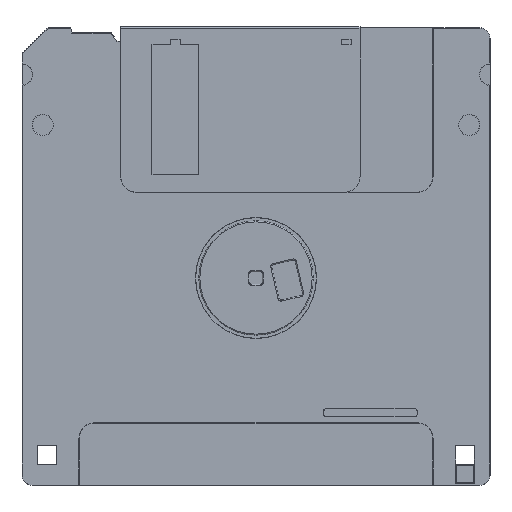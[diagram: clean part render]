
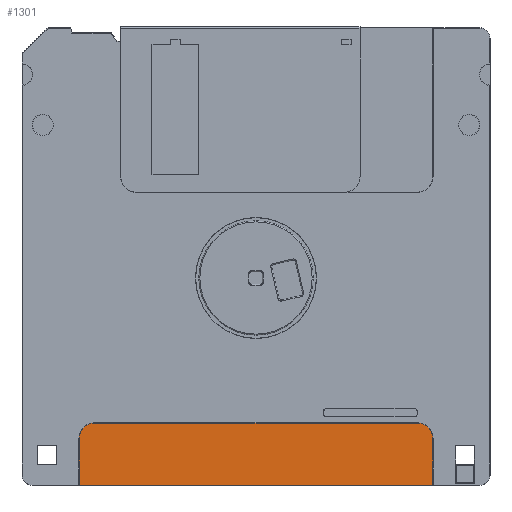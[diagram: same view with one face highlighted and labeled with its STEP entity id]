
A CAD part, front view. The second image highlights one B-rep face of the part: STEP entity #1301.
In plain terms, the highlighted planar face has unit normal (0, -1, 0).
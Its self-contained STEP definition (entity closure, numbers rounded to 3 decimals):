
#297 = CARTESIAN_POINT ( 'NONE',  ( 55., 1.2, -460.658 ) ) ;
#311 = DIRECTION ( 'NONE',  ( 1., 0., 0. ) ) ;
#1082 = EDGE_CURVE ( 'NONE', #5465, #5473, #1609, .T. ) ;
#1301 = ADVANCED_FACE ( 'NONE', ( #1978 ), #2553, .F. ) ;
#1609 = LINE ( 'NONE', #297, #1620 ) ;
#1620 = VECTOR ( 'NONE', #311, 1000. ) ;
#1978 = FACE_OUTER_BOUND ( 'NONE', #4745, .T. ) ;
#2553 = PLANE ( 'NONE',  #2653 ) ;
#2555 = CARTESIAN_POINT ( 'NONE',  ( 380., 1.2, -415.658 ) ) ;
#2560 = DIRECTION ( 'NONE',  ( 0., 1., 0. ) ) ;
#2561 = DIRECTION ( 'NONE',  ( 0., 0., 1. ) ) ;
#2653 = AXIS2_PLACEMENT_3D ( 'NONE', #2555, #2560, #2561 ) ;
#4719 = AXIS2_PLACEMENT_3D ( 'NONE', #6817, #6819, #6821 ) ;
#4721 = AXIS2_PLACEMENT_3D ( 'NONE', #6920, #6921, #6923 ) ;
#4745 = EDGE_LOOP ( 'NONE', ( #7648, #7649, #7650, #7651, #7653, #7655 ) ) ;
#5465 = VERTEX_POINT ( 'NONE', #6306 ) ;
#5473 = VERTEX_POINT ( 'NONE', #6311 ) ;
#5631 = VERTEX_POINT ( 'NONE', #6422 ) ;
#5643 = VERTEX_POINT ( 'NONE', #6428 ) ;
#5647 = VERTEX_POINT ( 'NONE', #6430 ) ;
#5653 = VERTEX_POINT ( 'NONE', #6433 ) ;
#5766 = CIRCLE ( 'NONE', #4719, 15. ) ;
#5778 = LINE ( 'NONE', #6823, #5784 ) ;
#5784 = VECTOR ( 'NONE', #6826, 1000. ) ;
#5790 = LINE ( 'NONE', #6835, #5796 ) ;
#5796 = VECTOR ( 'NONE', #6837, 1000. ) ;
#5802 = CIRCLE ( 'NONE', #4721, 15. ) ;
#5806 = LINE ( 'NONE', #6926, #5812 ) ;
#5812 = VECTOR ( 'NONE', #6928, 1000. ) ;
#6306 = CARTESIAN_POINT ( 'NONE',  ( 55., 1.2, -460.658 ) ) ;
#6311 = CARTESIAN_POINT ( 'NONE',  ( 395., 1.2, -460.658 ) ) ;
#6422 = CARTESIAN_POINT ( 'NONE',  ( 395., 1.2, -415.658 ) ) ;
#6428 = CARTESIAN_POINT ( 'NONE',  ( 380., 1.2, -400.658 ) ) ;
#6430 = CARTESIAN_POINT ( 'NONE',  ( 55., 1.2, -415.658 ) ) ;
#6433 = CARTESIAN_POINT ( 'NONE',  ( 70., 1.2, -400.658 ) ) ;
#6696 = EDGE_CURVE ( 'NONE', #5631, #5643, #5766, .T. ) ;
#6700 = EDGE_CURVE ( 'NONE', #5473, #5631, #5778, .T. ) ;
#6705 = EDGE_CURVE ( 'NONE', #5647, #5465, #5790, .T. ) ;
#6710 = EDGE_CURVE ( 'NONE', #5653, #5647, #5802, .T. ) ;
#6713 = EDGE_CURVE ( 'NONE', #5643, #5653, #5806, .T. ) ;
#6817 = CARTESIAN_POINT ( 'NONE',  ( 380., 1.2, -415.658 ) ) ;
#6819 = DIRECTION ( 'NONE',  ( 0., -1., 0. ) ) ;
#6821 = DIRECTION ( 'NONE',  ( 0., 0., 1. ) ) ;
#6823 = CARTESIAN_POINT ( 'NONE',  ( 395., 1.2, -415.658 ) ) ;
#6826 = DIRECTION ( 'NONE',  ( 0., 0., 1. ) ) ;
#6835 = CARTESIAN_POINT ( 'NONE',  ( 55., 1.2, -415.658 ) ) ;
#6837 = DIRECTION ( 'NONE',  ( 0., 0., -1. ) ) ;
#6920 = CARTESIAN_POINT ( 'NONE',  ( 70., 1.2, -415.658 ) ) ;
#6921 = DIRECTION ( 'NONE',  ( 0., -1., 0. ) ) ;
#6923 = DIRECTION ( 'NONE',  ( 0., 0., -1. ) ) ;
#6926 = CARTESIAN_POINT ( 'NONE',  ( 70., 1.2, -400.658 ) ) ;
#6928 = DIRECTION ( 'NONE',  ( -1., 0., 0. ) ) ;
#7648 = ORIENTED_EDGE ( 'NONE', *, *, #6696, .T. ) ;
#7649 = ORIENTED_EDGE ( 'NONE', *, *, #6713, .T. ) ;
#7650 = ORIENTED_EDGE ( 'NONE', *, *, #6710, .T. ) ;
#7651 = ORIENTED_EDGE ( 'NONE', *, *, #6705, .T. ) ;
#7653 = ORIENTED_EDGE ( 'NONE', *, *, #1082, .T. ) ;
#7655 = ORIENTED_EDGE ( 'NONE', *, *, #6700, .T. ) ;
